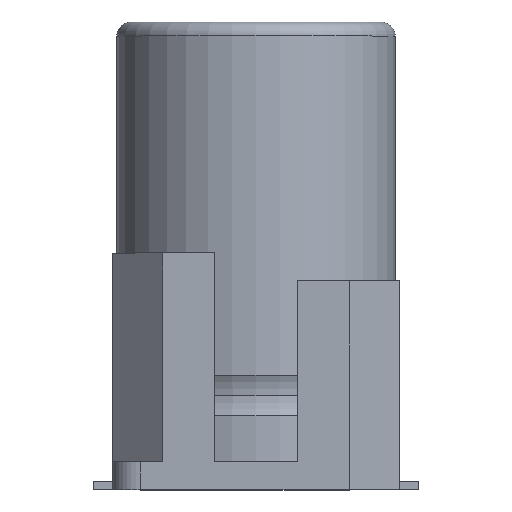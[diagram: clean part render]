
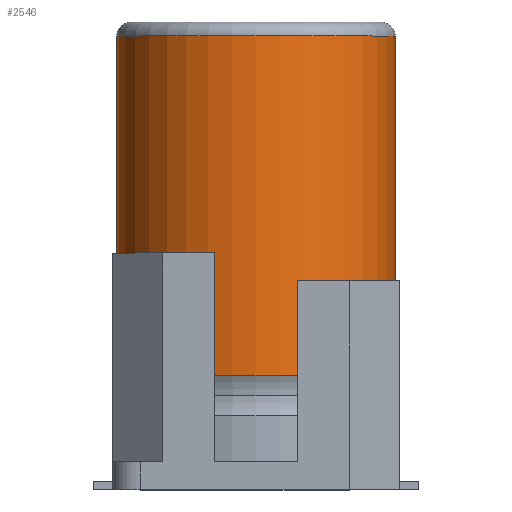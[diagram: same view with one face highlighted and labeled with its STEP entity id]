
A CAD part, top view. The second image highlights one B-rep face of the part: STEP entity #2546.
In plain terms, the highlighted cylindrical face has radius 5 mm (diameter 10 mm), a partial arc.
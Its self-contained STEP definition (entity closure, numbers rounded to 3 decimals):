
#145 = CARTESIAN_POINT ( 'NONE',  ( -5., 15.3, 0. ) ) ;
#150 = ORIENTED_EDGE ( 'NONE', *, *, #1796, .F. ) ;
#253 = CARTESIAN_POINT ( 'NONE',  ( 5., 15.8, 0. ) ) ;
#310 = VERTEX_POINT ( 'NONE', #634 ) ;
#339 = AXIS2_PLACEMENT_3D ( 'NONE', #1315, #3461, #1607 ) ;
#576 = ORIENTED_EDGE ( 'NONE', *, *, #2367, .F. ) ;
#634 = CARTESIAN_POINT ( 'NONE',  ( -5., 3.1, 0. ) ) ;
#650 = EDGE_CURVE ( 'NONE', #3101, #3242, #1134, .T. ) ;
#936 = DIRECTION ( 'NONE',  ( 0., -1., 0. ) ) ;
#975 = CARTESIAN_POINT ( 'NONE',  ( -5., 15.8, 0. ) ) ;
#1134 = CIRCLE ( 'NONE', #339, 5. ) ;
#1315 = CARTESIAN_POINT ( 'NONE',  ( 0., 15.3, 0. ) ) ;
#1351 = EDGE_LOOP ( 'NONE', ( #1886, #3921, #150, #576 ) ) ;
#1546 = CARTESIAN_POINT ( 'NONE',  ( 0., 15.8, 0. ) ) ;
#1607 = DIRECTION ( 'NONE',  ( -1., 0., 0. ) ) ;
#1776 = VECTOR ( 'NONE', #2819, 1000. ) ;
#1796 = EDGE_CURVE ( 'NONE', #3447, #310, #2794, .T. ) ;
#1866 = CYLINDRICAL_SURFACE ( 'NONE', #2312, 5. ) ;
#1886 = ORIENTED_EDGE ( 'NONE', *, *, #650, .T. ) ;
#2312 = AXIS2_PLACEMENT_3D ( 'NONE', #1546, #3072, #3082 ) ;
#2333 = DIRECTION ( 'NONE',  ( 0., -1., 0. ) ) ;
#2367 = EDGE_CURVE ( 'NONE', #3101, #3447, #3882, .T. ) ;
#2546 = ADVANCED_FACE ( 'NONE', ( #3071 ), #1866, .T. ) ;
#2794 = CIRCLE ( 'NONE', #3928, 5. ) ;
#2803 = CARTESIAN_POINT ( 'NONE',  ( 5., 15.3, 0. ) ) ;
#2819 = DIRECTION ( 'NONE',  ( 0., -1., 0. ) ) ;
#2866 = EDGE_CURVE ( 'NONE', #3242, #310, #3469, .T. ) ;
#3061 = DIRECTION ( 'NONE',  ( 1., 0., 0. ) ) ;
#3071 = FACE_OUTER_BOUND ( 'NONE', #1351, .T. ) ;
#3072 = DIRECTION ( 'NONE',  ( 0., -1., 0. ) ) ;
#3082 = DIRECTION ( 'NONE',  ( 1., 0., 0. ) ) ;
#3101 = VERTEX_POINT ( 'NONE', #2803 ) ;
#3242 = VERTEX_POINT ( 'NONE', #145 ) ;
#3385 = CARTESIAN_POINT ( 'NONE',  ( 0., 3.1, 0. ) ) ;
#3423 = VECTOR ( 'NONE', #2333, 1000. ) ;
#3447 = VERTEX_POINT ( 'NONE', #3745 ) ;
#3461 = DIRECTION ( 'NONE',  ( 0., -1., 0. ) ) ;
#3469 = LINE ( 'NONE', #975, #1776 ) ;
#3745 = CARTESIAN_POINT ( 'NONE',  ( 5., 3.1, 0. ) ) ;
#3882 = LINE ( 'NONE', #253, #3423 ) ;
#3921 = ORIENTED_EDGE ( 'NONE', *, *, #2866, .T. ) ;
#3928 = AXIS2_PLACEMENT_3D ( 'NONE', #3385, #936, #3061 ) ;
